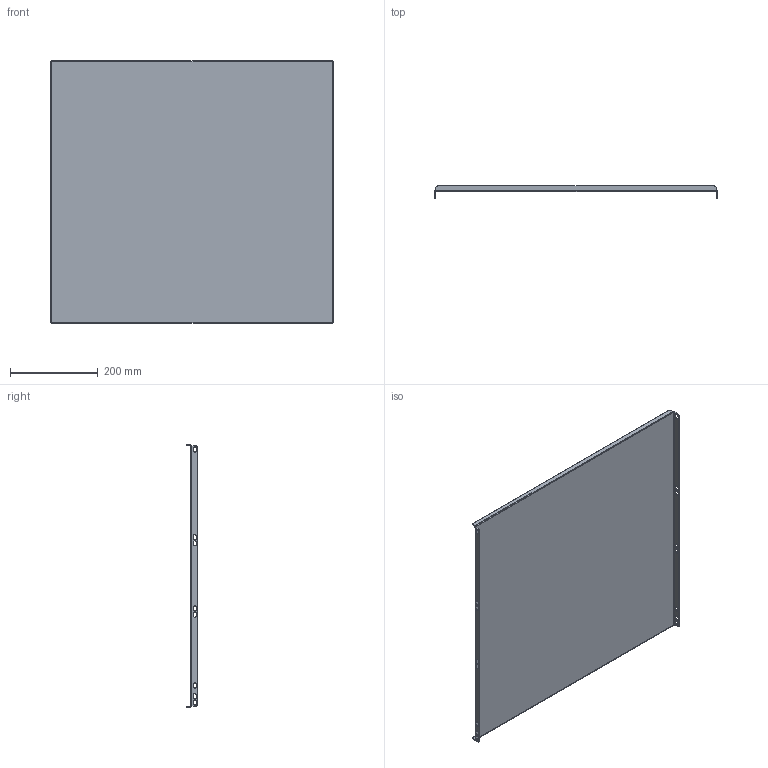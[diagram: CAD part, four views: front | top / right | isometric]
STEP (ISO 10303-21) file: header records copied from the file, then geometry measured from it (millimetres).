
FILE_DESCRIPTION (( 'STEP AP214' ), '1' );
FILE_NAME ('Ïåðåãîðîäêà ãîðèçîíòàëüíàÿ 645õ600.STEP', '2022-04-04T09:06:48', ( '' ), ( '' ), 'SwSTEP 2.0', 'SolidWorks 2017', '' );
FILE_SCHEMA (( 'AUTOMOTIVE_DESIGN' ));
Length unit declared in the file: millimetre
Products named in the file (1): Ïåðåãîðîäêà ãîðèçîíòàëüíàÿ 645õ600
Bounding box: 644 x 26.8 x 598 mm (x, y, z)
Volume: 496295 mm3; surface area: 830849.1 mm2
Topology: 1 solids, 1 shells, 114 faces, 308 edges, 196 vertices
Faces by surface type: plane 66, cylinder 48
Entity records: 3666 total; most frequent: DIRECTION 638, CARTESIAN_POINT 619, ORIENTED_EDGE 616, EDGE_CURVE 308, AXIS2_PLACEMENT_3D 215, VECTOR 208, LINE 208, VERTEX_POINT 196
